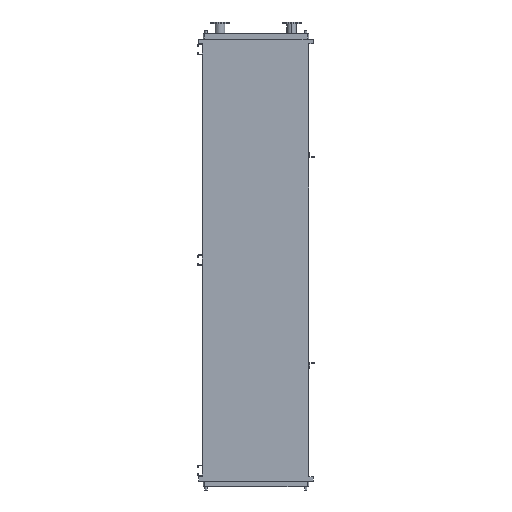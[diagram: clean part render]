
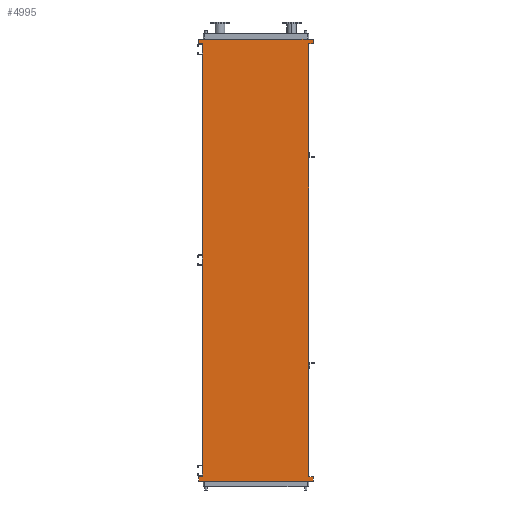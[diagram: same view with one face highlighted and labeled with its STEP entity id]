
A CAD part, front view. The second image highlights one B-rep face of the part: STEP entity #4995.
In plain terms, the highlighted planar face has unit normal (0, -1, 0).
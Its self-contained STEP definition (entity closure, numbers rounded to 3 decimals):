
#56 = CARTESIAN_POINT ( 'NONE',  ( 651., 0., -4945. ) ) ;
#219 = EDGE_CURVE ( 'NONE', #4604, #13834, #11967, .T. ) ;
#239 = CARTESIAN_POINT ( 'NONE',  ( -605., 0., 43. ) ) ;
#241 = CARTESIAN_POINT ( 'NONE',  ( -605., 0., -4893. ) ) ;
#251 = DIRECTION ( 'NONE',  ( 1., 0., 0. ) ) ;
#296 = LINE ( 'NONE', #9796, #2850 ) ;
#297 = DIRECTION ( 'NONE',  ( -1., 0., 0. ) ) ;
#304 = EDGE_CURVE ( 'NONE', #3478, #2425, #296, .T. ) ;
#369 = CARTESIAN_POINT ( 'NONE',  ( 651., 0., -4893. ) ) ;
#371 = VECTOR ( 'NONE', #11515, 1000. ) ;
#785 = VERTEX_POINT ( 'NONE', #14162 ) ;
#987 = DIRECTION ( 'NONE',  ( 0., 0., 1. ) ) ;
#1191 = EDGE_CURVE ( 'NONE', #6057, #785, #5776, .T. ) ;
#1330 = VERTEX_POINT ( 'NONE', #369 ) ;
#1728 = LINE ( 'NONE', #6409, #7217 ) ;
#1950 = DIRECTION ( 'NONE',  ( -1., 0., 0. ) ) ;
#2147 = LINE ( 'NONE', #11634, #14284 ) ;
#2358 = ORIENTED_EDGE ( 'NONE', *, *, #12862, .F. ) ;
#2425 = VERTEX_POINT ( 'NONE', #239 ) ;
#2711 = VECTOR ( 'NONE', #297, 1000. ) ;
#2824 = ORIENTED_EDGE ( 'NONE', *, *, #219, .F. ) ;
#2850 = VECTOR ( 'NONE', #7482, 1000. ) ;
#2978 = ORIENTED_EDGE ( 'NONE', *, *, #1191, .T. ) ;
#3150 = CARTESIAN_POINT ( 'NONE',  ( -605., 0., -4850. ) ) ;
#3267 = CARTESIAN_POINT ( 'NONE',  ( 651., 0., -4945. ) ) ;
#3339 = EDGE_CURVE ( 'NONE', #6057, #1330, #11279, .T. ) ;
#3478 = VERTEX_POINT ( 'NONE', #241 ) ;
#3499 = DIRECTION ( 'NONE',  ( 0., 0., 1. ) ) ;
#3687 = LINE ( 'NONE', #8439, #13637 ) ;
#4021 = DIRECTION ( 'NONE',  ( 0., 0., -1. ) ) ;
#4310 = CARTESIAN_POINT ( 'NONE',  ( 651., 0., 43. ) ) ;
#4327 = CARTESIAN_POINT ( 'NONE',  ( -651., 0., -4893. ) ) ;
#4476 = EDGE_CURVE ( 'NONE', #13834, #785, #7550, .T. ) ;
#4604 = VERTEX_POINT ( 'NONE', #10096 ) ;
#4897 = CARTESIAN_POINT ( 'NONE',  ( 605., 0., -4893. ) ) ;
#4995 = ADVANCED_FACE ( 'NONE', ( #9065 ), #12558, .T. ) ;
#5478 = EDGE_LOOP ( 'NONE', ( #2978, #9213, #2824, #2358, #9139, #8047, #9978, #8082, #11243, #10295, #10297, #12909 ) ) ;
#5687 = DIRECTION ( 'NONE',  ( -1., 0., 0. ) ) ;
#5776 = LINE ( 'NONE', #10494, #14008 ) ;
#5873 = VERTEX_POINT ( 'NONE', #56 ) ;
#6057 = VERTEX_POINT ( 'NONE', #4897 ) ;
#6409 = CARTESIAN_POINT ( 'NONE',  ( -651., 0., -4893. ) ) ;
#6496 = VECTOR ( 'NONE', #1950, 1000. ) ;
#6515 = CARTESIAN_POINT ( 'NONE',  ( 651., 0., 43. ) ) ;
#6791 = CARTESIAN_POINT ( 'NONE',  ( 605., 0., -4893. ) ) ;
#6846 = CARTESIAN_POINT ( 'NONE',  ( -651., 0., 43. ) ) ;
#7217 = VECTOR ( 'NONE', #14866, 1000. ) ;
#7482 = DIRECTION ( 'NONE',  ( 0., 0., 1. ) ) ;
#7550 = LINE ( 'NONE', #14379, #2711 ) ;
#7652 = CARTESIAN_POINT ( 'NONE',  ( -651., 0., -4945. ) ) ;
#7833 = EDGE_CURVE ( 'NONE', #5873, #12972, #14930, .T. ) ;
#7970 = VERTEX_POINT ( 'NONE', #11893 ) ;
#8047 = ORIENTED_EDGE ( 'NONE', *, *, #12531, .F. ) ;
#8082 = ORIENTED_EDGE ( 'NONE', *, *, #13028, .F. ) ;
#8134 = EDGE_CURVE ( 'NONE', #12972, #15110, #10025, .T. ) ;
#8439 = CARTESIAN_POINT ( 'NONE',  ( 651., 0., 95. ) ) ;
#8442 = VECTOR ( 'NONE', #5687, 1000. ) ;
#8810 = VECTOR ( 'NONE', #11230, 1000. ) ;
#9065 = FACE_OUTER_BOUND ( 'NONE', #5478, .T. ) ;
#9094 = AXIS2_PLACEMENT_3D ( 'NONE', #3150, #14970, #4021 ) ;
#9139 = ORIENTED_EDGE ( 'NONE', *, *, #13755, .F. ) ;
#9213 = ORIENTED_EDGE ( 'NONE', *, *, #4476, .F. ) ;
#9465 = CARTESIAN_POINT ( 'NONE',  ( -651., 0., 43. ) ) ;
#9626 = VECTOR ( 'NONE', #10347, 1000. ) ;
#9796 = CARTESIAN_POINT ( 'NONE',  ( -605., 0., -4850. ) ) ;
#9978 = ORIENTED_EDGE ( 'NONE', *, *, #304, .F. ) ;
#10025 = LINE ( 'NONE', #15068, #15276 ) ;
#10096 = CARTESIAN_POINT ( 'NONE',  ( 651., 0., 95. ) ) ;
#10295 = ORIENTED_EDGE ( 'NONE', *, *, #7833, .F. ) ;
#10297 = ORIENTED_EDGE ( 'NONE', *, *, #13796, .F. ) ;
#10347 = DIRECTION ( 'NONE',  ( 1., 0., 0. ) ) ;
#10481 = LINE ( 'NONE', #6846, #8442 ) ;
#10494 = CARTESIAN_POINT ( 'NONE',  ( 605., 0., -4850. ) ) ;
#11230 = DIRECTION ( 'NONE',  ( 0., 0., -1. ) ) ;
#11243 = ORIENTED_EDGE ( 'NONE', *, *, #8134, .F. ) ;
#11279 = LINE ( 'NONE', #6791, #9626 ) ;
#11515 = DIRECTION ( 'NONE',  ( 0., 0., -1. ) ) ;
#11634 = CARTESIAN_POINT ( 'NONE',  ( -651., 0., 95. ) ) ;
#11893 = CARTESIAN_POINT ( 'NONE',  ( -651., 0., 95. ) ) ;
#11967 = LINE ( 'NONE', #6515, #8810 ) ;
#12531 = EDGE_CURVE ( 'NONE', #2425, #13783, #10481, .T. ) ;
#12558 = PLANE ( 'NONE',  #9094 ) ;
#12619 = LINE ( 'NONE', #14951, #371 ) ;
#12862 = EDGE_CURVE ( 'NONE', #7970, #4604, #3687, .T. ) ;
#12909 = ORIENTED_EDGE ( 'NONE', *, *, #3339, .F. ) ;
#12972 = VERTEX_POINT ( 'NONE', #7652 ) ;
#13028 = EDGE_CURVE ( 'NONE', #15110, #3478, #1728, .T. ) ;
#13637 = VECTOR ( 'NONE', #251, 1000. ) ;
#13755 = EDGE_CURVE ( 'NONE', #13783, #7970, #2147, .T. ) ;
#13783 = VERTEX_POINT ( 'NONE', #9465 ) ;
#13796 = EDGE_CURVE ( 'NONE', #1330, #5873, #12619, .T. ) ;
#13814 = DIRECTION ( 'NONE',  ( 0., 0., 1. ) ) ;
#13834 = VERTEX_POINT ( 'NONE', #4310 ) ;
#14008 = VECTOR ( 'NONE', #3499, 1000. ) ;
#14162 = CARTESIAN_POINT ( 'NONE',  ( 605., 0., 43. ) ) ;
#14284 = VECTOR ( 'NONE', #987, 1000. ) ;
#14379 = CARTESIAN_POINT ( 'NONE',  ( 605., 0., 43. ) ) ;
#14866 = DIRECTION ( 'NONE',  ( 1., 0., 0. ) ) ;
#14930 = LINE ( 'NONE', #3267, #6496 ) ;
#14951 = CARTESIAN_POINT ( 'NONE',  ( 651., 0., -4893. ) ) ;
#14970 = DIRECTION ( 'NONE',  ( 0., -1., 0. ) ) ;
#15068 = CARTESIAN_POINT ( 'NONE',  ( -651., 0., -4945. ) ) ;
#15110 = VERTEX_POINT ( 'NONE', #4327 ) ;
#15276 = VECTOR ( 'NONE', #13814, 1000. ) ;
